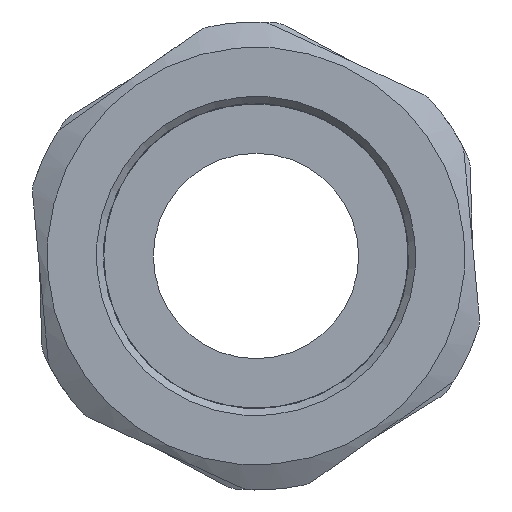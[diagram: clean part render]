
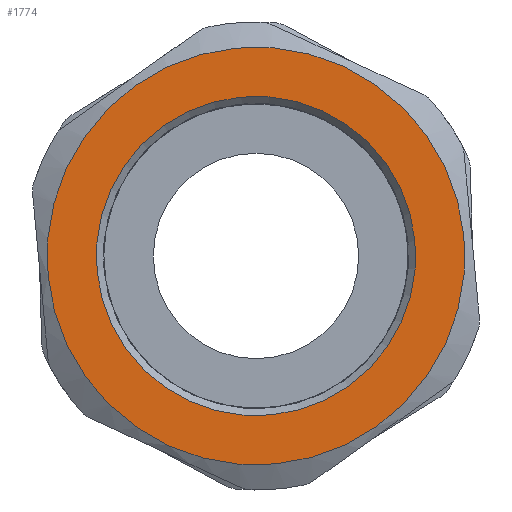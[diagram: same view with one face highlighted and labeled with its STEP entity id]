
A CAD part, front view. The second image highlights one B-rep face of the part: STEP entity #1774.
In plain terms, the highlighted planar face has unit normal (0, -1, 0).
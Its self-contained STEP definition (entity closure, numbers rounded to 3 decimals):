
#233=FACE_BOUND('',#407,.T.);
#248=PLANE('',#1925);
#302=FACE_OUTER_BOUND('',#406,.T.);
#406=EDGE_LOOP('',(#1344));
#407=EDGE_LOOP('',(#1345));
#671=CIRCLE('',#1924,11.275);
#672=CIRCLE('',#1926,14.75);
#773=VERTEX_POINT('',#2736);
#774=VERTEX_POINT('',#2740);
#982=EDGE_CURVE('',#773,#773,#671,.T.);
#983=EDGE_CURVE('',#774,#774,#672,.T.);
#1344=ORIENTED_EDGE('',*,*,#983,.T.);
#1345=ORIENTED_EDGE('',*,*,#982,.F.);
#1774=ADVANCED_FACE('',(#302,#233),#248,.T.);
#1924=AXIS2_PLACEMENT_3D('',#2738,#2190,#2191);
#1925=AXIS2_PLACEMENT_3D('',#2739,#2192,#2193);
#1926=AXIS2_PLACEMENT_3D('',#2741,#2194,#2195);
#2190=DIRECTION('center_axis',(0.,-1.,0.));
#2191=DIRECTION('ref_axis',(0.578,0.,-0.816));
#2192=DIRECTION('center_axis',(0.,-1.,0.));
#2193=DIRECTION('ref_axis',(-0.816,0.,-0.578));
#2194=DIRECTION('center_axis',(0.,-1.,0.));
#2195=DIRECTION('ref_axis',(0.578,0.,-0.816));
#2736=CARTESIAN_POINT('',(-6.519,-6.7,9.2));
#2738=CARTESIAN_POINT('Origin',(0.,-6.7,
0.));
#2739=CARTESIAN_POINT('Origin',(-6.23,-6.7,8.792));
#2740=CARTESIAN_POINT('',(-8.528,-6.7,12.035));
#2741=CARTESIAN_POINT('Origin',(0.,-6.7,
0.));
